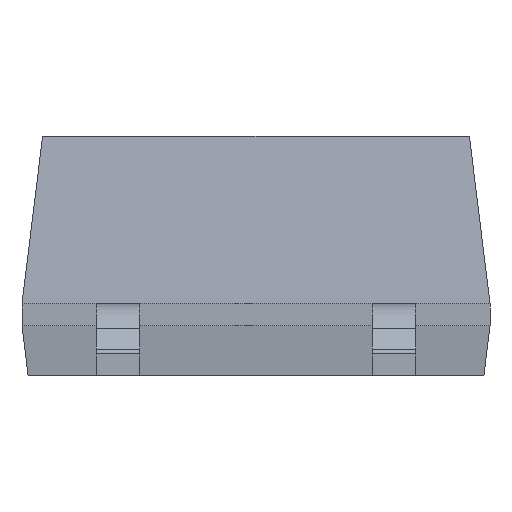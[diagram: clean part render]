
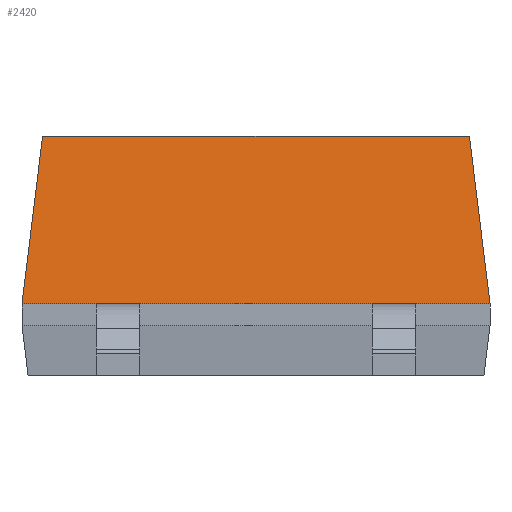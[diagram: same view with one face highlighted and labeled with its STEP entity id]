
A CAD part, left-side view. The second image highlights one B-rep face of the part: STEP entity #2420.
In plain terms, the highlighted planar face has unit normal (-0.993, 0, 0.122).
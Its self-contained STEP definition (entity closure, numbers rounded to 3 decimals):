
#2364=CARTESIAN_POINT('',(-2.011,-1.961,2.2));
#2365=VERTEX_POINT('',#2364);
#2372=CARTESIAN_POINT('',(-2.2,-2.15,0.66));
#2373=VERTEX_POINT('',#2372);
#2374=CARTESIAN_POINT('',(-2.011,-1.961,2.2));
#2375=DIRECTION('',(-0.121,-0.121,-0.985));
#2376=VECTOR('',#2375,1.563);
#2377=LINE('',#2374,#2376);
#2378=EDGE_CURVE('',#2365,#2373,#2377,.T.);
#2390=CARTESIAN_POINT('',(-2.106,-1.075,1.43));
#2391=DIRECTION('',(-0.993,0.0,0.122));
#2392=DIRECTION('',(0.122,0.0,0.993));
#2393=AXIS2_PLACEMENT_3D('',#2390,#2391,#2392);
#2394=PLANE('',#2393);
#2395=CARTESIAN_POINT('',(-2.011,1.961,2.2));
#2396=VERTEX_POINT('',#2395);
#2397=CARTESIAN_POINT('',(-2.011,-1.961,2.2));
#2398=DIRECTION('',(0.0,1.0,0.0));
#2399=VECTOR('',#2398,3.922);
#2400=LINE('',#2397,#2399);
#2401=EDGE_CURVE('',#2365,#2396,#2400,.T.);
#2402=ORIENTED_EDGE('',*,*,#2401,.T.);
#2403=CARTESIAN_POINT('',(-2.2,2.15,0.66));
#2404=VERTEX_POINT('',#2403);
#2405=CARTESIAN_POINT('',(-2.011,1.961,2.2));
#2406=DIRECTION('',(-0.121,0.121,-0.985));
#2407=VECTOR('',#2406,1.563);
#2408=LINE('',#2405,#2407);
#2409=EDGE_CURVE('',#2396,#2404,#2408,.T.);
#2410=ORIENTED_EDGE('',*,*,#2409,.T.);
#2411=CARTESIAN_POINT('',(-2.2,2.15,0.66));
#2412=DIRECTION('',(0.0,-1.0,0.0));
#2413=VECTOR('',#2412,4.3);
#2414=LINE('',#2411,#2413);
#2415=EDGE_CURVE('',#2404,#2373,#2414,.T.);
#2416=ORIENTED_EDGE('',*,*,#2415,.T.);
#2417=ORIENTED_EDGE('',*,*,#2378,.F.);
#2418=EDGE_LOOP('',(#2402,#2410,#2416,#2417));
#2419=FACE_OUTER_BOUND('',#2418,.T.);
#2420=ADVANCED_FACE('',(#2419),#2394,.T.);
